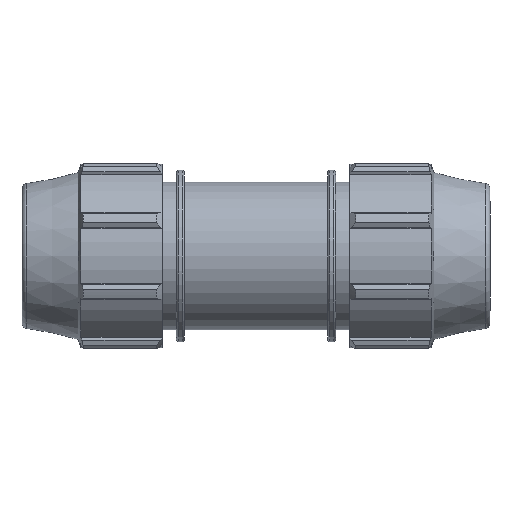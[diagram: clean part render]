
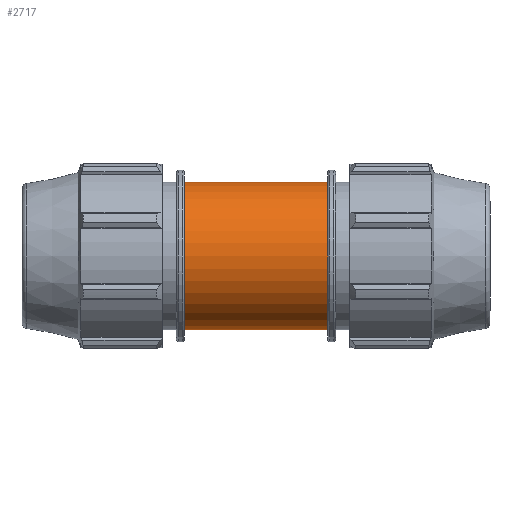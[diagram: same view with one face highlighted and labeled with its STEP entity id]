
A CAD part, front view. The second image highlights one B-rep face of the part: STEP entity #2717.
In plain terms, the highlighted cylindrical face has radius 42.375 mm (diameter 84.75 mm), a full revolution.
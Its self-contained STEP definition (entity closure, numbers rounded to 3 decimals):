
#574=B_SPLINE_CURVE_WITH_KNOTS('',3,(#3914,#3915,#3916,#3917,#3918,#3919,
#3920,#3921,#3922,#3923,#3924,#3925,#3926,#3927,#3928,#3929,#3930,#3931,
#3932,#3933,#3934,#3935,#3936,#3937,#3938,#3939,#3940,#3941,#3942,#3943,
#3944,#3945,#3946,#3947,#3948,#3949,#3950,#3951,#3952,#3953,#3954,#3955,
#3956,#3957,#3958,#3959,#3960,#3961,#3962,#3963,#3964,#3965,#3966,#3967,
#3968,#3969,#3970,#3971,#3972,#3973,#3974,#3975,#3976,#3977,#3978,#3979),
 .UNSPECIFIED.,.T.,.F.,(4,2,2,2,2,2,2,2,2,2,2,2,2,2,2,2,2,2,2,2,2,2,2,2,
2,2,2,2,2,2,2,2,4),(0.,0.503,1.007,1.51,
2.013,2.513,3.013,3.513,4.013,
4.513,5.012,5.512,6.012,6.515,
7.019,7.522,8.025,8.529,9.032,
9.535,10.039,10.539,11.038,11.538,
12.038,12.538,13.038,13.538,14.037,
14.541,15.044,15.547,16.051),
 .UNSPECIFIED.);
#576=FACE_BOUND('',#781,.T.);
#577=FACE_BOUND('',#782,.T.);
#623=FACE_OUTER_BOUND('',#780,.T.);
#780=EDGE_LOOP('',(#1754));
#781=EDGE_LOOP('',(#1755));
#782=EDGE_LOOP('',(#1756));
#984=CIRCLE('',#2877,42.375);
#985=CIRCLE('',#2878,42.375);
#1106=VERTEX_POINT('',#3909);
#1107=VERTEX_POINT('',#3911);
#1108=VERTEX_POINT('',#3913);
#1374=EDGE_CURVE('',#1106,#1106,#984,.T.);
#1375=EDGE_CURVE('',#1107,#1107,#985,.T.);
#1376=EDGE_CURVE('',#1108,#1108,#574,.T.);
#1754=ORIENTED_EDGE('',*,*,#1374,.F.);
#1755=ORIENTED_EDGE('',*,*,#1375,.T.);
#1756=ORIENTED_EDGE('',*,*,#1376,.F.);
#2514=CYLINDRICAL_SURFACE('',#2876,42.375);
#2717=ADVANCED_FACE('',(#623,#576,#577),#2514,.T.);
#2876=AXIS2_PLACEMENT_3D('',#3908,#3157,#3158);
#2877=AXIS2_PLACEMENT_3D('',#3910,#3159,#3160);
#2878=AXIS2_PLACEMENT_3D('',#3912,#3161,#3162);
#3157=DIRECTION('center_axis',(1.,0.,0.));
#3158=DIRECTION('ref_axis',(0.,1.,0.));
#3159=DIRECTION('center_axis',(1.,0.,0.));
#3160=DIRECTION('ref_axis',(0.,0.,-1.));
#3161=DIRECTION('center_axis',(1.,0.,0.));
#3162=DIRECTION('ref_axis',(0.,0.,-1.));
#3908=CARTESIAN_POINT('Origin',(20.547,0.,0.));
#3909=CARTESIAN_POINT('',(41.093,42.375,0.));
#3910=CARTESIAN_POINT('Origin',(41.093,0.,0.));
#3911=CARTESIAN_POINT('',(-41.093,42.375,0.));
#3912=CARTESIAN_POINT('Origin',(-41.093,0.,0.));
#3913=CARTESIAN_POINT('',(0.,33.626,25.786));
#3914=CARTESIAN_POINT('Ctrl Pts',(0.,33.626,
25.786));
#3915=CARTESIAN_POINT('Ctrl Pts',(1.678,33.626,25.786));
#3916=CARTESIAN_POINT('Ctrl Pts',(3.39,33.756,25.62));
#3917=CARTESIAN_POINT('Ctrl Pts',(6.76,34.259,24.943));
#3918=CARTESIAN_POINT('Ctrl Pts',(8.417,34.631,24.434));
#3919=CARTESIAN_POINT('Ctrl Pts',(11.571,35.529,23.107));
#3920=CARTESIAN_POINT('Ctrl Pts',(13.072,36.055,22.29));
#3921=CARTESIAN_POINT('Ctrl Pts',(15.841,37.149,20.415));
#3922=CARTESIAN_POINT('Ctrl Pts',(17.109,37.716,19.358));
#3923=CARTESIAN_POINT('Ctrl Pts',(19.35,38.784,17.117));
#3924=CARTESIAN_POINT('Ctrl Pts',(20.406,39.326,15.852));
#3925=CARTESIAN_POINT('Ctrl Pts',(22.284,40.332,13.082));
#3926=CARTESIAN_POINT('Ctrl Pts',(23.105,40.795,11.577));
#3927=CARTESIAN_POINT('Ctrl Pts',(24.436,41.564,8.411));
#3928=CARTESIAN_POINT('Ctrl Pts',(24.947,41.869,6.748));
#3929=CARTESIAN_POINT('Ctrl Pts',(25.622,42.274,3.375));
#3930=CARTESIAN_POINT('Ctrl Pts',(25.786,42.375,1.666));
#3931=CARTESIAN_POINT('Ctrl Pts',(25.786,42.375,-1.666));
#3932=CARTESIAN_POINT('Ctrl Pts',(25.622,42.274,-3.375));
#3933=CARTESIAN_POINT('Ctrl Pts',(24.947,41.869,-6.748));
#3934=CARTESIAN_POINT('Ctrl Pts',(24.436,41.564,-8.411));
#3935=CARTESIAN_POINT('Ctrl Pts',(23.105,40.795,-11.577));
#3936=CARTESIAN_POINT('Ctrl Pts',(22.284,40.332,-13.082));
#3937=CARTESIAN_POINT('Ctrl Pts',(20.406,39.326,-15.852));
#3938=CARTESIAN_POINT('Ctrl Pts',(19.35,38.784,-17.117));
#3939=CARTESIAN_POINT('Ctrl Pts',(17.109,37.716,-19.358));
#3940=CARTESIAN_POINT('Ctrl Pts',(15.841,37.149,-20.415));
#3941=CARTESIAN_POINT('Ctrl Pts',(13.072,36.055,-22.29));
#3942=CARTESIAN_POINT('Ctrl Pts',(11.571,35.529,-23.107));
#3943=CARTESIAN_POINT('Ctrl Pts',(8.417,34.631,-24.434));
#3944=CARTESIAN_POINT('Ctrl Pts',(6.76,34.259,-24.943));
#3945=CARTESIAN_POINT('Ctrl Pts',(3.39,33.756,-25.62));
#3946=CARTESIAN_POINT('Ctrl Pts',(1.678,33.626,-25.786));
#3947=CARTESIAN_POINT('Ctrl Pts',(-1.678,33.626,-25.786));
#3948=CARTESIAN_POINT('Ctrl Pts',(-3.39,33.756,-25.62));
#3949=CARTESIAN_POINT('Ctrl Pts',(-6.76,34.259,-24.943));
#3950=CARTESIAN_POINT('Ctrl Pts',(-8.417,34.631,-24.434));
#3951=CARTESIAN_POINT('Ctrl Pts',(-11.571,35.529,-23.107));
#3952=CARTESIAN_POINT('Ctrl Pts',(-13.072,36.055,-22.29));
#3953=CARTESIAN_POINT('Ctrl Pts',(-15.841,37.149,-20.415));
#3954=CARTESIAN_POINT('Ctrl Pts',(-17.109,37.716,-19.358));
#3955=CARTESIAN_POINT('Ctrl Pts',(-19.35,38.784,-17.117));
#3956=CARTESIAN_POINT('Ctrl Pts',(-20.406,39.326,-15.852));
#3957=CARTESIAN_POINT('Ctrl Pts',(-22.284,40.332,-13.082));
#3958=CARTESIAN_POINT('Ctrl Pts',(-23.105,40.795,-11.577));
#3959=CARTESIAN_POINT('Ctrl Pts',(-24.436,41.564,-8.411));
#3960=CARTESIAN_POINT('Ctrl Pts',(-24.947,41.869,-6.748));
#3961=CARTESIAN_POINT('Ctrl Pts',(-25.622,42.274,-3.375));
#3962=CARTESIAN_POINT('Ctrl Pts',(-25.786,42.375,-1.666));
#3963=CARTESIAN_POINT('Ctrl Pts',(-25.786,42.375,1.666));
#3964=CARTESIAN_POINT('Ctrl Pts',(-25.622,42.274,3.375));
#3965=CARTESIAN_POINT('Ctrl Pts',(-24.947,41.869,6.748));
#3966=CARTESIAN_POINT('Ctrl Pts',(-24.436,41.564,8.411));
#3967=CARTESIAN_POINT('Ctrl Pts',(-23.105,40.795,11.577));
#3968=CARTESIAN_POINT('Ctrl Pts',(-22.284,40.332,13.082));
#3969=CARTESIAN_POINT('Ctrl Pts',(-20.406,39.326,15.852));
#3970=CARTESIAN_POINT('Ctrl Pts',(-19.35,38.784,17.117));
#3971=CARTESIAN_POINT('Ctrl Pts',(-17.109,37.716,19.358));
#3972=CARTESIAN_POINT('Ctrl Pts',(-15.841,37.149,20.415));
#3973=CARTESIAN_POINT('Ctrl Pts',(-13.072,36.055,22.29));
#3974=CARTESIAN_POINT('Ctrl Pts',(-11.571,35.529,23.107));
#3975=CARTESIAN_POINT('Ctrl Pts',(-8.417,34.631,24.434));
#3976=CARTESIAN_POINT('Ctrl Pts',(-6.76,34.259,24.943));
#3977=CARTESIAN_POINT('Ctrl Pts',(-3.39,33.756,25.62));
#3978=CARTESIAN_POINT('Ctrl Pts',(-1.678,33.626,25.786));
#3979=CARTESIAN_POINT('Ctrl Pts',(0.,33.626,
25.786));
